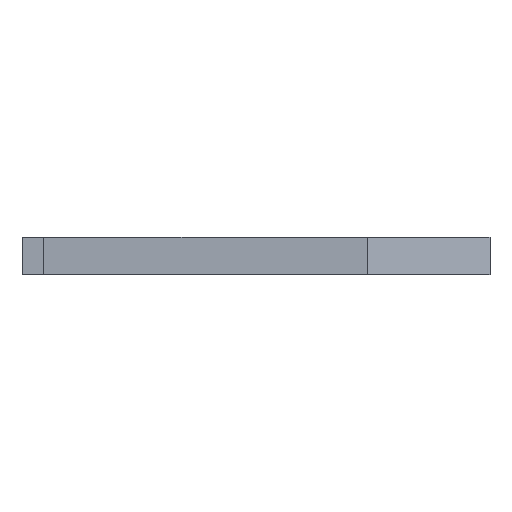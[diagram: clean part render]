
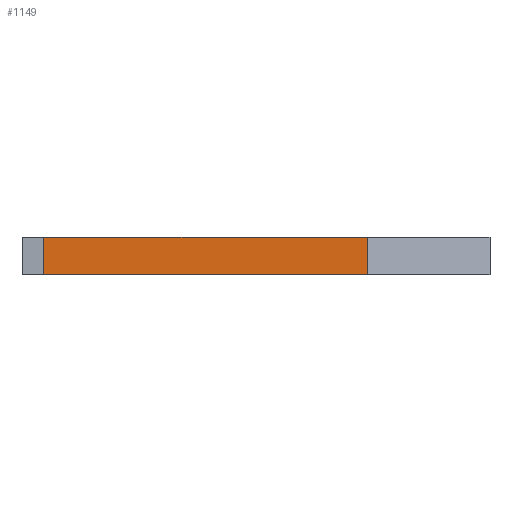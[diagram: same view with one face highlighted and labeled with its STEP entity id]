
A CAD part, top view. The second image highlights one B-rep face of the part: STEP entity #1149.
In plain terms, the highlighted planar face has unit normal (0, 0, 1).
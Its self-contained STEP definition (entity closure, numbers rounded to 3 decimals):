
#144=FACE_OUTER_BOUND('',#203,.T.);
#203=EDGE_LOOP('',(#947,#948,#949,#950));
#221=LINE('',#1610,#330);
#243=LINE('',#1676,#352);
#314=LINE('',#1922,#423);
#315=LINE('',#1923,#424);
#330=VECTOR('',#1291,10.);
#352=VECTOR('',#1339,10.);
#423=VECTOR('',#1568,10.);
#424=VECTOR('',#1569,10.);
#437=VERTEX_POINT('',#1604);
#439=VERTEX_POINT('',#1608);
#470=VERTEX_POINT('',#1674);
#535=VERTEX_POINT('',#1921);
#545=EDGE_CURVE('',#437,#439,#221,.T.);
#578=EDGE_CURVE('',#470,#439,#243,.T.);
#686=EDGE_CURVE('',#470,#535,#314,.T.);
#687=EDGE_CURVE('',#535,#437,#315,.T.);
#947=ORIENTED_EDGE('',*,*,#545,.T.);
#948=ORIENTED_EDGE('',*,*,#578,.F.);
#949=ORIENTED_EDGE('',*,*,#686,.T.);
#950=ORIENTED_EDGE('',*,*,#687,.T.);
#1042=PLANE('',#1273);
#1149=ADVANCED_FACE('',(#144),#1042,.F.);
#1273=AXIS2_PLACEMENT_3D('',#1920,#1566,#1567);
#1291=DIRECTION('',(0.,1.,0.));
#1339=DIRECTION('',(1.,0.,0.));
#1566=DIRECTION('center_axis',(0.,0.,-1.));
#1567=DIRECTION('ref_axis',(1.,0.,0.));
#1568=DIRECTION('',(0.,-1.,0.));
#1569=DIRECTION('',(1.,0.,0.));
#1604=CARTESIAN_POINT('',(-6.454,-5.,27.5));
#1608=CARTESIAN_POINT('',(-6.454,0.,27.5));
#1610=CARTESIAN_POINT('',(-6.454,0.,27.5));
#1674=CARTESIAN_POINT('',(-50.,0.,27.5));
#1676=CARTESIAN_POINT('',(-52.9,0.,27.5));
#1920=CARTESIAN_POINT('Origin',(-50.,0.,27.5));
#1921=CARTESIAN_POINT('',(-50.,-5.,27.5));
#1922=CARTESIAN_POINT('',(-50.,0.,27.5));
#1923=CARTESIAN_POINT('',(-52.9,-5.,27.5));
